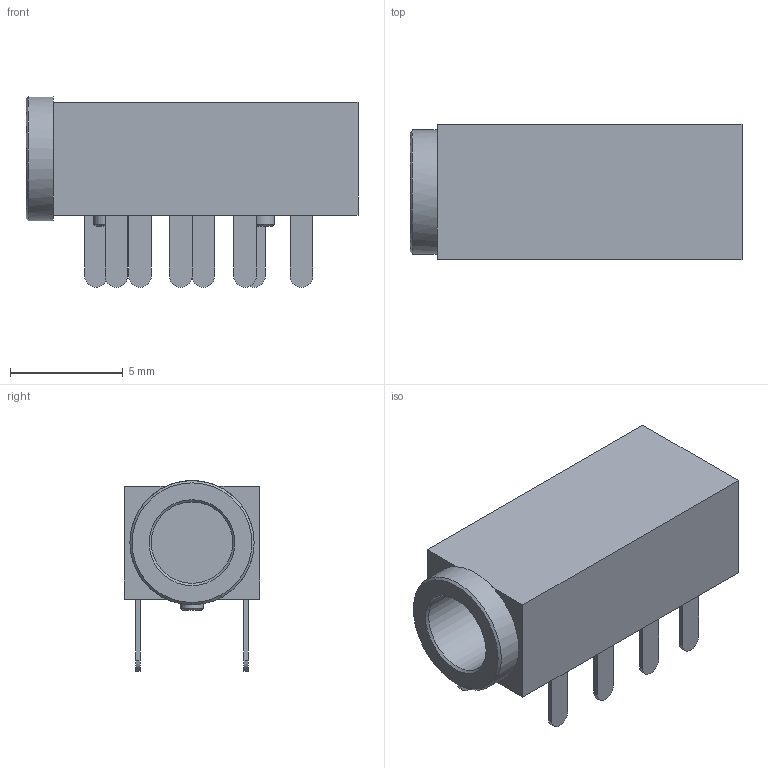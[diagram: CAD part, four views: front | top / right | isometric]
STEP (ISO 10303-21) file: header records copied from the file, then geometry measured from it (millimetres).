
FILE_DESCRIPTION(('FreeCAD Model'),'2;1');
FILE_NAME('Chamfer002.step', '2020-10-19T09:06:33',('kicad StepUp'),('ksu MCAD'), 'Open CASCADE STEP processor 7.4','FreeCAD','Unknown');
FILE_SCHEMA(('AUTOMOTIVE_DESIGN { 1 0 10303 214 1 1 1 1 }'));
Length unit declared in the file: millimetre
Products named in the file (1): Chamfer002
Bounding box: 14.7 x 6 x 8.45 mm (x, y, z)
Volume: 296.6 mm3; surface area: 597.7 mm2
Topology: 1 solids, 1 shells, 77 faces, 184 edges, 120 vertices
Faces by surface type: plane 53, cylinder 20, cone 4
Full cylindrical faces by diameter (mm): 1 x2, 3.6 x1, 5.5 x1
Entity records: 2785 total; most frequent: DIRECTION 388, CARTESIAN_POINT 382, ORIENTED_EDGE 368, EDGE_CURVE 184, LINE 136, VECTOR 136, AXIS2_PLACEMENT_3D 126, VERTEX_POINT 120
